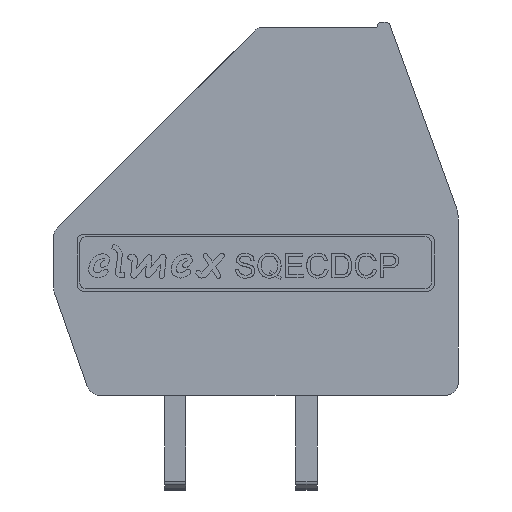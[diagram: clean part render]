
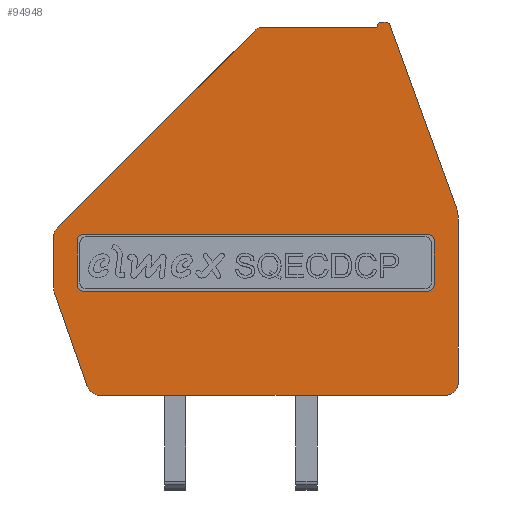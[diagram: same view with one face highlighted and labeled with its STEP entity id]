
A CAD part, front view. The second image highlights one B-rep face of the part: STEP entity #94948.
In plain terms, the highlighted planar face has unit normal (0, -1, 0).
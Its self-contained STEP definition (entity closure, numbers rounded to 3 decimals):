
#3434=CIRCLE('',#99106,0.25);
#3435=CIRCLE('',#99107,0.25);
#3436=CIRCLE('',#99108,0.25);
#3437=CIRCLE('',#99109,0.25);
#3438=CIRCLE('',#99110,1.5);
#3439=CIRCLE('',#99111,0.2);
#3440=CIRCLE('',#99112,0.2);
#3441=CIRCLE('',#99113,0.5);
#3442=CIRCLE('',#99114,0.5);
#3443=CIRCLE('',#99115,0.5);
#3444=CIRCLE('',#99116,0.5);
#3445=CIRCLE('',#99117,0.5);
#7654=ORIENTED_EDGE('',*,*,#27841,.T.);
#7655=ORIENTED_EDGE('',*,*,#27842,.F.);
#7656=ORIENTED_EDGE('',*,*,#27843,.T.);
#7657=ORIENTED_EDGE('',*,*,#27844,.F.);
#7658=ORIENTED_EDGE('',*,*,#27845,.T.);
#7659=ORIENTED_EDGE('',*,*,#27846,.F.);
#7660=ORIENTED_EDGE('',*,*,#27847,.T.);
#7661=ORIENTED_EDGE('',*,*,#27848,.F.);
#7662=ORIENTED_EDGE('',*,*,#27849,.T.);
#7663=ORIENTED_EDGE('',*,*,#27850,.T.);
#7664=ORIENTED_EDGE('',*,*,#27851,.T.);
#7665=ORIENTED_EDGE('',*,*,#27852,.T.);
#7666=ORIENTED_EDGE('',*,*,#27853,.T.);
#7667=ORIENTED_EDGE('',*,*,#27854,.T.);
#7668=ORIENTED_EDGE('',*,*,#27855,.T.);
#7669=ORIENTED_EDGE('',*,*,#27856,.T.);
#7670=ORIENTED_EDGE('',*,*,#27797,.T.);
#7671=ORIENTED_EDGE('',*,*,#27857,.T.);
#7672=ORIENTED_EDGE('',*,*,#27858,.T.);
#7673=ORIENTED_EDGE('',*,*,#27859,.T.);
#7674=ORIENTED_EDGE('',*,*,#27860,.T.);
#7675=ORIENTED_EDGE('',*,*,#27861,.T.);
#7676=ORIENTED_EDGE('',*,*,#27357,.T.);
#7677=ORIENTED_EDGE('',*,*,#27862,.T.);
#27357=EDGE_CURVE('',#37683,#37684,#44547,.T.);
#27797=EDGE_CURVE('',#37985,#37984,#44817,.T.);
#27841=EDGE_CURVE('',#38021,#38022,#44845,.T.);
#27842=EDGE_CURVE('',#38023,#38022,#3434,.T.);
#27843=EDGE_CURVE('',#38023,#38024,#44846,.T.);
#27844=EDGE_CURVE('',#38025,#38024,#3435,.T.);
#27845=EDGE_CURVE('',#38025,#38026,#44847,.T.);
#27846=EDGE_CURVE('',#38027,#38026,#3436,.T.);
#27847=EDGE_CURVE('',#38027,#38028,#44848,.T.);
#27848=EDGE_CURVE('',#38021,#38028,#3437,.T.);
#27849=EDGE_CURVE('',#38029,#38030,#44849,.T.);
#27850=EDGE_CURVE('',#38030,#38031,#3438,.T.);
#27851=EDGE_CURVE('',#38031,#38032,#44850,.T.);
#27852=EDGE_CURVE('',#38032,#38033,#3439,.T.);
#27853=EDGE_CURVE('',#38033,#38034,#44851,.T.);
#27854=EDGE_CURVE('',#38034,#38035,#3440,.T.);
#27855=EDGE_CURVE('',#38035,#38036,#44852,.T.);
#27856=EDGE_CURVE('',#38036,#37985,#3441,.T.);
#27857=EDGE_CURVE('',#37984,#38037,#3442,.T.);
#27858=EDGE_CURVE('',#38037,#38038,#44853,.T.);
#27859=EDGE_CURVE('',#38038,#38039,#3443,.T.);
#27860=EDGE_CURVE('',#38039,#38040,#44854,.T.);
#27861=EDGE_CURVE('',#38040,#37683,#3444,.T.);
#27862=EDGE_CURVE('',#37684,#38029,#3445,.T.);
#37683=VERTEX_POINT('',#125165);
#37684=VERTEX_POINT('',#125166);
#37984=VERTEX_POINT('',#126579);
#37985=VERTEX_POINT('',#126581);
#38021=VERTEX_POINT('',#126670);
#38022=VERTEX_POINT('',#126671);
#38023=VERTEX_POINT('',#126673);
#38024=VERTEX_POINT('',#126675);
#38025=VERTEX_POINT('',#126677);
#38026=VERTEX_POINT('',#126679);
#38027=VERTEX_POINT('',#126681);
#38028=VERTEX_POINT('',#126683);
#38029=VERTEX_POINT('',#126686);
#38030=VERTEX_POINT('',#126687);
#38031=VERTEX_POINT('',#126689);
#38032=VERTEX_POINT('',#126691);
#38033=VERTEX_POINT('',#126693);
#38034=VERTEX_POINT('',#126695);
#38035=VERTEX_POINT('',#126697);
#38036=VERTEX_POINT('',#126699);
#38037=VERTEX_POINT('',#126702);
#38038=VERTEX_POINT('',#126704);
#38039=VERTEX_POINT('',#126706);
#38040=VERTEX_POINT('',#126708);
#44547=LINE('',#125164,#51389);
#44817=LINE('',#126580,#51659);
#44845=LINE('',#126669,#51687);
#44846=LINE('',#126674,#51688);
#44847=LINE('',#126678,#51689);
#44848=LINE('',#126682,#51690);
#44849=LINE('',#126685,#51691);
#44850=LINE('',#126690,#51692);
#44851=LINE('',#126694,#51693);
#44852=LINE('',#126698,#51694);
#44853=LINE('',#126703,#51695);
#44854=LINE('',#126707,#51696);
#51389=VECTOR('',#105792,1000.);
#51659=VECTOR('',#106506,1000.);
#51687=VECTOR('',#106584,1000.);
#51688=VECTOR('',#106587,1000.);
#51689=VECTOR('',#106590,1000.);
#51690=VECTOR('',#106593,1000.);
#51691=VECTOR('',#106596,1000.);
#51692=VECTOR('',#106599,1000.);
#51693=VECTOR('',#106602,1000.);
#51694=VECTOR('',#106605,1000.);
#51695=VECTOR('',#106610,1000.);
#51696=VECTOR('',#106613,1000.);
#58059=EDGE_LOOP('',(#7654,#7655,#7656,#7657,#7658,#7659,#7660,#7661));
#58060=EDGE_LOOP('',(#7662,#7663,#7664,#7665,#7666,#7667,#7668,#7669,#7670,
#7671,#7672,#7673,#7674,#7675,#7676,#7677));
#62185=FACE_BOUND('',#58059,.T.);
#62186=FACE_BOUND('',#58060,.T.);
#66124=PLANE('',#99105);
#94948=ADVANCED_FACE('',(#62185,#62186),#66124,.T.);
#99105=AXIS2_PLACEMENT_3D('',#126668,#106582,#106583);
#99106=AXIS2_PLACEMENT_3D('',#126672,#106585,#106586);
#99107=AXIS2_PLACEMENT_3D('',#126676,#106588,#106589);
#99108=AXIS2_PLACEMENT_3D('',#126680,#106591,#106592);
#99109=AXIS2_PLACEMENT_3D('',#126684,#106594,#106595);
#99110=AXIS2_PLACEMENT_3D('',#126688,#106597,#106598);
#99111=AXIS2_PLACEMENT_3D('',#126692,#106600,#106601);
#99112=AXIS2_PLACEMENT_3D('',#126696,#106603,#106604);
#99113=AXIS2_PLACEMENT_3D('',#126700,#106606,#106607);
#99114=AXIS2_PLACEMENT_3D('',#126701,#106608,#106609);
#99115=AXIS2_PLACEMENT_3D('',#126705,#106611,#106612);
#99116=AXIS2_PLACEMENT_3D('',#126709,#106614,#106615);
#99117=AXIS2_PLACEMENT_3D('',#126710,#106616,#106617);
#105792=DIRECTION('',(1.,0.,0.));
#106506=DIRECTION('',(-0.707,0.,-0.707));
#106582=DIRECTION('',(0.,-1.,0.));
#106583=DIRECTION('',(0.,0.,-1.));
#106584=DIRECTION('',(1.,0.,0.));
#106585=DIRECTION('',(0.,-1.,0.));
#106586=DIRECTION('',(0.,0.,-1.));
#106587=DIRECTION('',(0.,0.,-1.));
#106588=DIRECTION('',(0.,-1.,0.));
#106589=DIRECTION('',(0.,0.,-1.));
#106590=DIRECTION('',(-1.,0.,0.));
#106591=DIRECTION('',(0.,-1.,0.));
#106592=DIRECTION('',(0.,0.,-1.));
#106593=DIRECTION('',(0.,0.,1.));
#106594=DIRECTION('',(0.,-1.,0.));
#106595=DIRECTION('',(0.,0.,-1.));
#106596=DIRECTION('',(0.,0.,1.));
#106597=DIRECTION('',(0.,-1.,0.));
#106598=DIRECTION('',(0.,0.,-1.));
#106599=DIRECTION('',(-0.342,0.,0.94));
#106600=DIRECTION('',(0.,-1.,0.));
#106601=DIRECTION('',(1.,0.,0.));
#106602=DIRECTION('',(-1.,0.,0.));
#106603=DIRECTION('',(0.,-1.,0.));
#106604=DIRECTION('',(1.,0.,0.));
#106605=DIRECTION('',(-1.,0.,0.));
#106606=DIRECTION('',(0.,-1.,0.));
#106607=DIRECTION('',(1.,0.,0.));
#106608=DIRECTION('',(0.,-1.,0.));
#106609=DIRECTION('',(1.,0.,0.));
#106610=DIRECTION('',(0.,0.,-1.));
#106611=DIRECTION('',(0.,-1.,0.));
#106612=DIRECTION('',(1.,0.,0.));
#106613=DIRECTION('',(0.33,0.,-0.944));
#106614=DIRECTION('',(0.,-1.,0.));
#106615=DIRECTION('',(1.,0.,0.));
#106616=DIRECTION('',(0.,-1.,0.));
#106617=DIRECTION('',(0.,0.,-1.));
#125164=CARTESIAN_POINT('',(14.205,-3.26,3.75));
#125165=CARTESIAN_POINT('',(14.205,-3.26,3.75));
#125166=CARTESIAN_POINT('',(27.35,-3.26,3.75));
#126579=CARTESIAN_POINT('',(12.596,-3.26,10.117));
#126580=CARTESIAN_POINT('',(20.083,-3.26,17.604));
#126581=CARTESIAN_POINT('',(20.083,-3.26,17.604));
#126668=CARTESIAN_POINT('',(20.437,-3.26,17.25));
#126669=CARTESIAN_POINT('',(13.342,-3.26,9.881));
#126670=CARTESIAN_POINT('',(13.592,-3.26,9.881));
#126671=CARTESIAN_POINT('',(26.676,-3.26,9.881));
#126672=CARTESIAN_POINT('',(26.676,-3.26,9.631));
#126673=CARTESIAN_POINT('',(26.926,-3.26,9.631));
#126674=CARTESIAN_POINT('',(26.926,-3.26,9.881));
#126675=CARTESIAN_POINT('',(26.926,-3.26,7.962));
#126676=CARTESIAN_POINT('',(26.676,-3.26,7.962));
#126677=CARTESIAN_POINT('',(26.676,-3.26,7.712));
#126678=CARTESIAN_POINT('',(26.926,-3.26,7.712));
#126679=CARTESIAN_POINT('',(13.592,-3.26,7.712));
#126680=CARTESIAN_POINT('',(13.592,-3.26,7.962));
#126681=CARTESIAN_POINT('',(13.342,-3.26,7.962));
#126682=CARTESIAN_POINT('',(13.342,-3.26,7.712));
#126683=CARTESIAN_POINT('',(13.342,-3.26,9.631));
#126684=CARTESIAN_POINT('',(13.592,-3.26,9.631));
#126685=CARTESIAN_POINT('',(27.85,-3.26,17.25));
#126686=CARTESIAN_POINT('',(27.85,-3.26,4.25));
#126687=CARTESIAN_POINT('',(27.85,-3.26,10.409));
#126688=CARTESIAN_POINT('',(26.35,-3.26,10.409));
#126689=CARTESIAN_POINT('',(27.76,-3.26,10.922));
#126690=CARTESIAN_POINT('',(25.25,-3.26,17.818));
#126691=CARTESIAN_POINT('',(25.25,-3.26,17.818));
#126692=CARTESIAN_POINT('',(25.062,-3.26,17.75));
#126693=CARTESIAN_POINT('',(25.062,-3.26,17.95));
#126694=CARTESIAN_POINT('',(25.062,-3.26,17.95));
#126695=CARTESIAN_POINT('',(24.95,-3.26,17.95));
#126696=CARTESIAN_POINT('',(24.95,-3.26,17.75));
#126697=CARTESIAN_POINT('',(24.75,-3.26,17.75));
#126698=CARTESIAN_POINT('',(20.437,-3.26,17.75));
#126699=CARTESIAN_POINT('',(20.437,-3.26,17.75));
#126700=CARTESIAN_POINT('',(20.437,-3.26,17.25));
#126701=CARTESIAN_POINT('',(12.95,-3.26,9.763));
#126702=CARTESIAN_POINT('',(12.45,-3.26,9.763));
#126703=CARTESIAN_POINT('',(12.45,-3.26,9.763));
#126704=CARTESIAN_POINT('',(12.45,-3.26,7.835));
#126705=CARTESIAN_POINT('',(12.95,-3.26,7.835));
#126706=CARTESIAN_POINT('',(12.478,-3.26,7.67));
#126707=CARTESIAN_POINT('',(12.478,-3.26,7.67));
#126708=CARTESIAN_POINT('',(13.733,-3.26,4.085));
#126709=CARTESIAN_POINT('',(14.205,-3.26,4.25));
#126710=CARTESIAN_POINT('',(27.35,-3.26,4.25));
